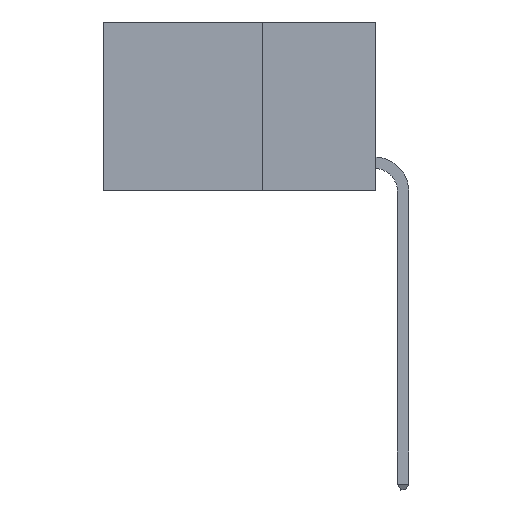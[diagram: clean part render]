
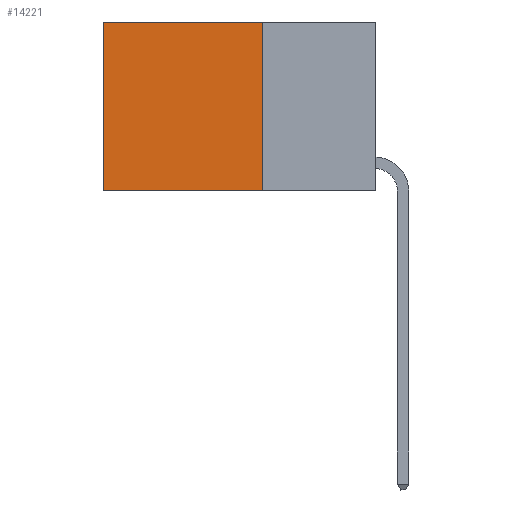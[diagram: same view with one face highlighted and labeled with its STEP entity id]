
A CAD part, left-side view. The second image highlights one B-rep face of the part: STEP entity #14221.
In plain terms, the highlighted planar face has unit normal (-1, 0, 0).
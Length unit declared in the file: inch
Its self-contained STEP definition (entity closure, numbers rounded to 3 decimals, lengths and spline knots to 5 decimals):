
#181 = EDGE_CURVE ( 'NONE', #8925, #21538, #3519, .T. ) ;
#639 = DIRECTION ( 'NONE',  ( 0., 0., -1. ) ) ;
#1585 = EDGE_CURVE ( 'NONE', #8925, #4728, #7567, .T. ) ;
#1773 = DIRECTION ( 'NONE',  ( 1., 0., 0. ) ) ;
#1995 = DIRECTION ( 'NONE',  ( 0., 0., -1. ) ) ;
#2921 = DIRECTION ( 'NONE',  ( 0., 1., 0. ) ) ;
#3519 = LINE ( 'NONE', #7474, #21968 ) ;
#3690 = ORIENTED_EDGE ( 'NONE', *, *, #181, .F. ) ;
#4728 = VERTEX_POINT ( 'NONE', #10882 ) ;
#5124 = ORIENTED_EDGE ( 'NONE', *, *, #1585, .T. ) ;
#5642 = PLANE ( 'NONE',  #14937 ) ;
#5650 = VERTEX_POINT ( 'NONE', #10103 ) ;
#7474 = CARTESIAN_POINT ( 'NONE',  ( 0.2625, 0.25, 0. ) ) ;
#7567 = LINE ( 'NONE', #21129, #22520 ) ;
#8925 = VERTEX_POINT ( 'NONE', #21202 ) ;
#9451 = EDGE_CURVE ( 'NONE', #21538, #5650, #11988, .T. ) ;
#10060 = CARTESIAN_POINT ( 'NONE',  ( 0.2625, 0.25, -0.37 ) ) ;
#10103 = CARTESIAN_POINT ( 'NONE',  ( 0.2625, 0.6, -0.37 ) ) ;
#10882 = CARTESIAN_POINT ( 'NONE',  ( 0.2625, 0.6, 0. ) ) ;
#11041 = DIRECTION ( 'NONE',  ( 0., 0., -1. ) ) ;
#11950 = VECTOR ( 'NONE', #2921, 39.37008 ) ;
#11988 = LINE ( 'NONE', #10060, #11950 ) ;
#12687 = ORIENTED_EDGE ( 'NONE', *, *, #16942, .T. ) ;
#13269 = ORIENTED_EDGE ( 'NONE', *, *, #9451, .F. ) ;
#14221 = ADVANCED_FACE ( 'NONE', ( #20019 ), #5642, .F. ) ;
#14937 = AXIS2_PLACEMENT_3D ( 'NONE', #17911, #1773, #11041 ) ;
#15076 = VECTOR ( 'NONE', #639, 39.37008 ) ;
#16060 = EDGE_LOOP ( 'NONE', ( #12687, #13269, #3690, #5124 ) ) ;
#16720 = CARTESIAN_POINT ( 'NONE',  ( 0.2625, 0.6, 0. ) ) ;
#16942 = EDGE_CURVE ( 'NONE', #4728, #5650, #23094, .T. ) ;
#17911 = CARTESIAN_POINT ( 'NONE',  ( 0.2625, 0.25, 0. ) ) ;
#19354 = DIRECTION ( 'NONE',  ( 0., 1., 0. ) ) ;
#20019 = FACE_OUTER_BOUND ( 'NONE', #16060, .T. ) ;
#21129 = CARTESIAN_POINT ( 'NONE',  ( 0.2625, 0.25, 0. ) ) ;
#21202 = CARTESIAN_POINT ( 'NONE',  ( 0.2625, 0.25, 0. ) ) ;
#21538 = VERTEX_POINT ( 'NONE', #22692 ) ;
#21968 = VECTOR ( 'NONE', #1995, 39.37008 ) ;
#22520 = VECTOR ( 'NONE', #19354, 39.37008 ) ;
#22692 = CARTESIAN_POINT ( 'NONE',  ( 0.2625, 0.25, -0.37 ) ) ;
#23094 = LINE ( 'NONE', #16720, #15076 ) ;
